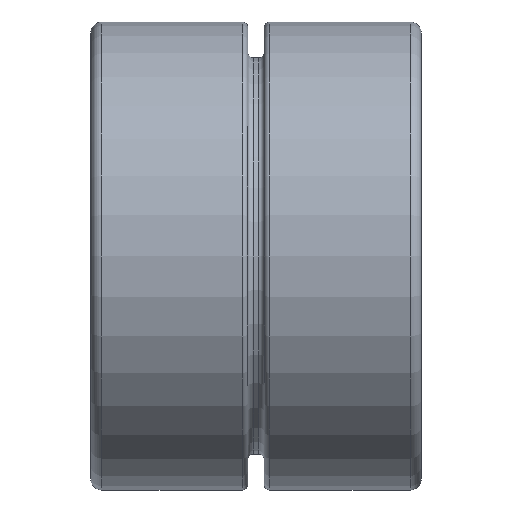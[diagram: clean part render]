
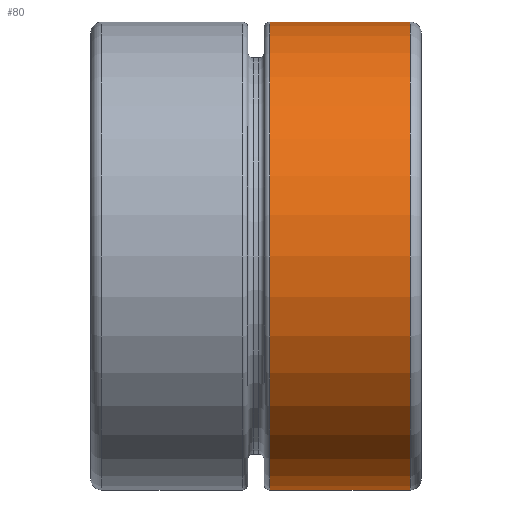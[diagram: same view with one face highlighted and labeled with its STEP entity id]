
A CAD part, front view. The second image highlights one B-rep face of the part: STEP entity #80.
In plain terms, the highlighted cylindrical face has radius 21.25 mm (diameter 42.5 mm), a partial arc.
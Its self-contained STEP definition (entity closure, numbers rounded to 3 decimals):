
#80 = ADVANCED_FACE( '', ( #130 ), #131, .T. );
#130 = FACE_OUTER_BOUND( '', #218, .T. );
#131 = CYLINDRICAL_SURFACE( '', #219, 21.25 );
#218 = EDGE_LOOP( '', ( #345, #346, #347, #348 ) );
#219 = AXIS2_PLACEMENT_3D( '', #349, #350, #351 );
#345 = ORIENTED_EDGE( '', *, *, #724, .F. );
#346 = ORIENTED_EDGE( '', *, *, #725, .T. );
#347 = ORIENTED_EDGE( '', *, *, #700, .F. );
#348 = ORIENTED_EDGE( '', *, *, #726, .F. );
#349 = CARTESIAN_POINT( '', ( 15., 0., 0. ) );
#350 = DIRECTION( '', ( -1., 0., 0. ) );
#351 = DIRECTION( '', ( 0., 0., -1. ) );
#700 = EDGE_CURVE( '', #839, #841, #842, .T. );
#724 = EDGE_CURVE( '', #886, #887, #888, .T. );
#725 = EDGE_CURVE( '', #886, #841, #889, .T. );
#726 = EDGE_CURVE( '', #887, #839, #890, .T. );
#839 = VERTEX_POINT( '', #1066 );
#841 = VERTEX_POINT( '', #1077 );
#842 = LINE( '', #1078, #1079 );
#886 = VERTEX_POINT( '', #1202 );
#887 = VERTEX_POINT( '', #1203 );
#888 = LINE( '', #1204, #1205 );
#889 = CIRCLE( '', #1206, 21.25 );
#890 = CIRCLE( '', #1207, 21.25 );
#1066 = CARTESIAN_POINT( '', ( 14., -0.02, -21.25 ) );
#1077 = CARTESIAN_POINT( '', ( 1.25, -0.02, -21.25 ) );
#1078 = CARTESIAN_POINT( '', ( 15., -0.02, -21.25 ) );
#1079 = VECTOR( '', #1487, 1000. );
#1202 = CARTESIAN_POINT( '', ( 1.25, -0.02, 21.25 ) );
#1203 = CARTESIAN_POINT( '', ( 14., -0.02, 21.25 ) );
#1204 = CARTESIAN_POINT( '', ( -15., -0.02, 21.25 ) );
#1205 = VECTOR( '', #1512, 1000. );
#1206 = AXIS2_PLACEMENT_3D( '', #1513, #1514, #1515 );
#1207 = AXIS2_PLACEMENT_3D( '', #1516, #1517, #1518 );
#1487 = DIRECTION( '', ( -1., 0., 0. ) );
#1512 = DIRECTION( '', ( 1., 0., 0. ) );
#1513 = CARTESIAN_POINT( '', ( 1.25, 0., 0. ) );
#1514 = DIRECTION( '', ( 1., 0., 0. ) );
#1515 = DIRECTION( '', ( 0., 0., -1. ) );
#1516 = CARTESIAN_POINT( '', ( 14., 0., 0. ) );
#1517 = DIRECTION( '', ( 1., 0., 0. ) );
#1518 = DIRECTION( '', ( 0., 0., -1. ) );
